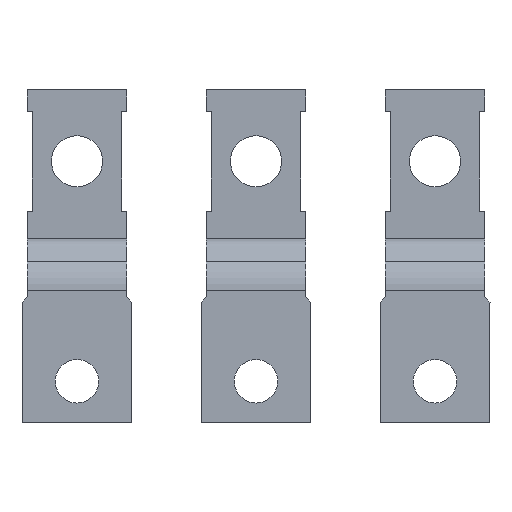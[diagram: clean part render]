
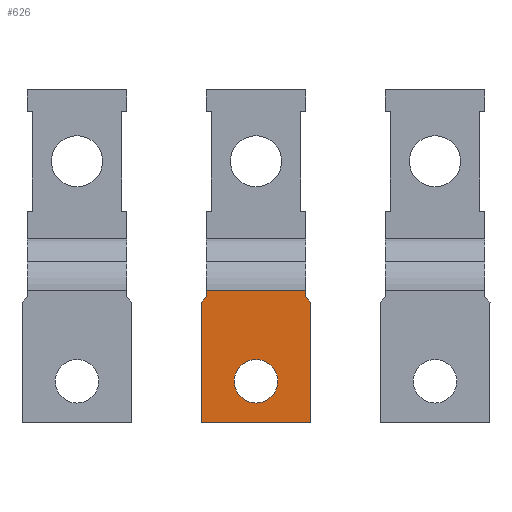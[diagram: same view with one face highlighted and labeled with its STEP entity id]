
A CAD part, front view. The second image highlights one B-rep face of the part: STEP entity #626.
In plain terms, the highlighted planar face has unit normal (0, -1, 0).
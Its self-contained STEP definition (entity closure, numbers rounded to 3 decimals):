
#547=AXIS2_PLACEMENT_3D('Circle Axis2P3D',#545,#546,$) ;
#573=AXIS2_PLACEMENT_3D('Circle Axis2P3D',#571,#572,$) ;
#591=AXIS2_PLACEMENT_3D('Plane Axis2P3D',#588,#589,#590) ;
#328=CARTESIAN_POINT('Vertex',(-10.75,19.,85.5)) ;
#331=CARTESIAN_POINT('Line Origine',(-10.25,19.,86.)) ;
#335=CARTESIAN_POINT('Vertex',(-9.75,19.,86.5)) ;
#368=CARTESIAN_POINT('Vertex',(9.75,19.,86.5)) ;
#371=CARTESIAN_POINT('Line Origine',(10.25,19.,86.)) ;
#375=CARTESIAN_POINT('Vertex',(10.75,19.,85.5)) ;
#406=CARTESIAN_POINT('Vertex',(-10.75,19.,62.)) ;
#409=CARTESIAN_POINT('Line Origine',(-10.75,19.,73.75)) ;
#433=CARTESIAN_POINT('Line Origine',(10.75,19.,73.75)) ;
#437=CARTESIAN_POINT('Vertex',(10.75,19.,62.)) ;
#462=CARTESIAN_POINT('Line Origine',(0.,19.,62.)) ;
#542=CARTESIAN_POINT('Vertex',(4.25,19.,70.)) ;
#545=CARTESIAN_POINT('Axis2P3D Location',(0.,19.,70.)) ;
#549=CARTESIAN_POINT('Vertex',(-4.25,19.,70.)) ;
#571=CARTESIAN_POINT('Axis2P3D Location',(0.,19.,70.)) ;
#588=CARTESIAN_POINT('Axis2P3D Location',(0.,19.,50.)) ;
#593=CARTESIAN_POINT('Line Origine',(0.,19.,87.686)) ;
#597=CARTESIAN_POINT('Vertex',(-9.75,19.,87.686)) ;
#599=CARTESIAN_POINT('Vertex',(9.75,19.,87.686)) ;
#602=CARTESIAN_POINT('Line Origine',(-9.75,19.,87.093)) ;
#607=CARTESIAN_POINT('Line Origine',(9.75,19.,87.093)) ;
#332=DIRECTION('Vector Direction',(-0.707,0.,-0.707)) ;
#372=DIRECTION('Vector Direction',(-0.707,0.,0.707)) ;
#410=DIRECTION('Vector Direction',(0.,0.,-1.)) ;
#434=DIRECTION('Vector Direction',(0.,0.,1.)) ;
#463=DIRECTION('Vector Direction',(1.,0.,0.)) ;
#546=DIRECTION('Axis2P3D Direction',(0.,1.,-0.)) ;
#572=DIRECTION('Axis2P3D Direction',(0.,1.,-0.)) ;
#589=DIRECTION('Axis2P3D Direction',(0.,1.,0.)) ;
#590=DIRECTION('Axis2P3D XDirection',(0.,0.,1.)) ;
#594=DIRECTION('Vector Direction',(1.,0.,0.)) ;
#603=DIRECTION('Vector Direction',(0.,0.,1.)) ;
#608=DIRECTION('Vector Direction',(0.,0.,1.)) ;
#333=VECTOR('Line Direction',#332,1.) ;
#373=VECTOR('Line Direction',#372,1.) ;
#411=VECTOR('Line Direction',#410,1.) ;
#435=VECTOR('Line Direction',#434,1.) ;
#464=VECTOR('Line Direction',#463,1.) ;
#595=VECTOR('Line Direction',#594,1.) ;
#604=VECTOR('Line Direction',#603,1.) ;
#609=VECTOR('Line Direction',#608,1.) ;
#613=ORIENTED_EDGE('',*,*,#601,.F.) ;
#614=ORIENTED_EDGE('',*,*,#606,.F.) ;
#615=ORIENTED_EDGE('',*,*,#337,.T.) ;
#616=ORIENTED_EDGE('',*,*,#413,.T.) ;
#617=ORIENTED_EDGE('',*,*,#466,.T.) ;
#618=ORIENTED_EDGE('',*,*,#439,.T.) ;
#619=ORIENTED_EDGE('',*,*,#377,.T.) ;
#620=ORIENTED_EDGE('',*,*,#611,.T.) ;
#623=ORIENTED_EDGE('',*,*,#551,.T.) ;
#624=ORIENTED_EDGE('',*,*,#575,.T.) ;
#625=FACE_BOUND('',#622,.T.) ;
#626=ADVANCED_FACE('XT4 3p Fixed EF sup',(#621,#625),#592,.F.) ;
#548=CIRCLE('generated circle',#547,4.25) ;
#574=CIRCLE('generated circle',#573,4.25) ;
#337=EDGE_CURVE('',#336,#329,#334,.T.) ;
#377=EDGE_CURVE('',#376,#369,#374,.T.) ;
#413=EDGE_CURVE('',#329,#407,#412,.T.) ;
#439=EDGE_CURVE('',#438,#376,#436,.T.) ;
#466=EDGE_CURVE('',#407,#438,#465,.T.) ;
#551=EDGE_CURVE('',#550,#543,#548,.T.) ;
#575=EDGE_CURVE('',#543,#550,#574,.T.) ;
#601=EDGE_CURVE('',#598,#600,#596,.T.) ;
#606=EDGE_CURVE('',#336,#598,#605,.T.) ;
#611=EDGE_CURVE('',#369,#600,#610,.T.) ;
#612=EDGE_LOOP('',(#613,#614,#615,#616,#617,#618,#619,#620)) ;
#622=EDGE_LOOP('',(#623,#624)) ;
#621=FACE_OUTER_BOUND('',#612,.T.) ;
#334=LINE('Line',#331,#333) ;
#374=LINE('Line',#371,#373) ;
#412=LINE('Line',#409,#411) ;
#436=LINE('Line',#433,#435) ;
#465=LINE('Line',#462,#464) ;
#596=LINE('Line',#593,#595) ;
#605=LINE('Line',#602,#604) ;
#610=LINE('Line',#607,#609) ;
#592=PLANE('',#591) ;
#329=VERTEX_POINT('',#328) ;
#336=VERTEX_POINT('',#335) ;
#369=VERTEX_POINT('',#368) ;
#376=VERTEX_POINT('',#375) ;
#407=VERTEX_POINT('',#406) ;
#438=VERTEX_POINT('',#437) ;
#543=VERTEX_POINT('',#542) ;
#550=VERTEX_POINT('',#549) ;
#598=VERTEX_POINT('',#597) ;
#600=VERTEX_POINT('',#599) ;
